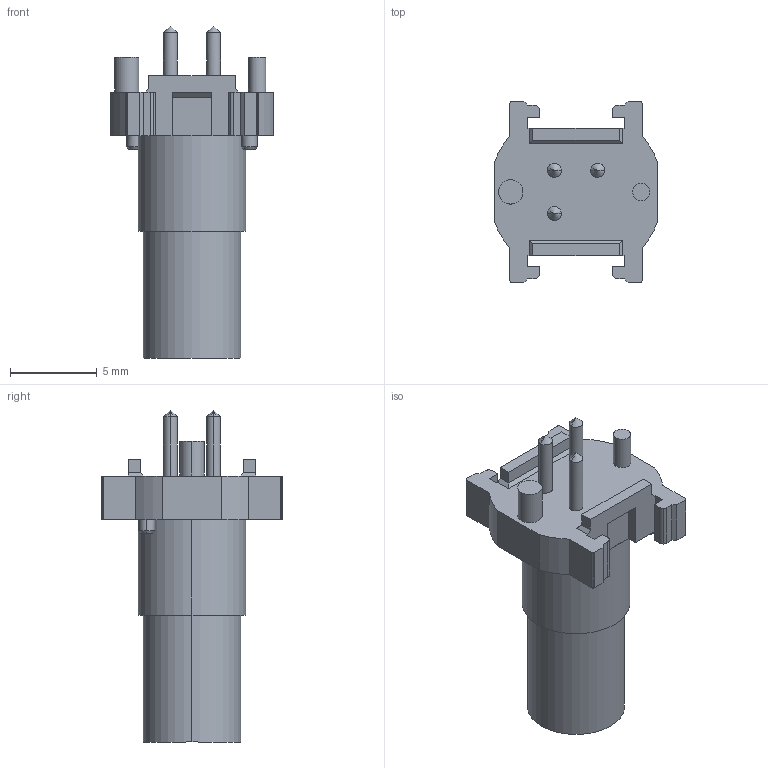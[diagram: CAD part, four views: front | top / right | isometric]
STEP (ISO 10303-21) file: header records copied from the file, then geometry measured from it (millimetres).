
FILE_DESCRIPTION(('CATIA V5R24 STEP','CAx-IF Rec.Pracs.--- Model Styling and Organization---1.2---2011-12-15'),'2;1');
FILE_NAME ('D1461916_0', '2017-05-16T12:09:01+00:00', ('Weidmueller Interface'), ('Weidmueller'), 'CATIA Version 5-6 Release 2014 SP4 HF52', 'CATIA V5 STEP AP214', 'none');
FILE_SCHEMA(('AUTOMOTIVE_DESIGN { 1 0 10303 214 1 1 1 1 }'));
Length unit declared in the file: millimetre
Products named in the file (1): 2423760000
Bounding box: 9.4 x 10.4 x 19.1 mm (x, y, z)
Volume: 537.4 mm3; surface area: 583.4 mm2
Topology: 4 solids, 4 shells, 129 faces, 326 edges, 207 vertices
Faces by surface type: plane 69, cylinder 44, cone 16
Entity records: 3844 total; most frequent: CARTESIAN_POINT 838, ORIENTED_EDGE 640, DIRECTION 536, EDGE_CURVE 320, VECTOR 220, LINE 220, VERTEX_POINT 207, AXIS2_PLACEMENT_3D 195
